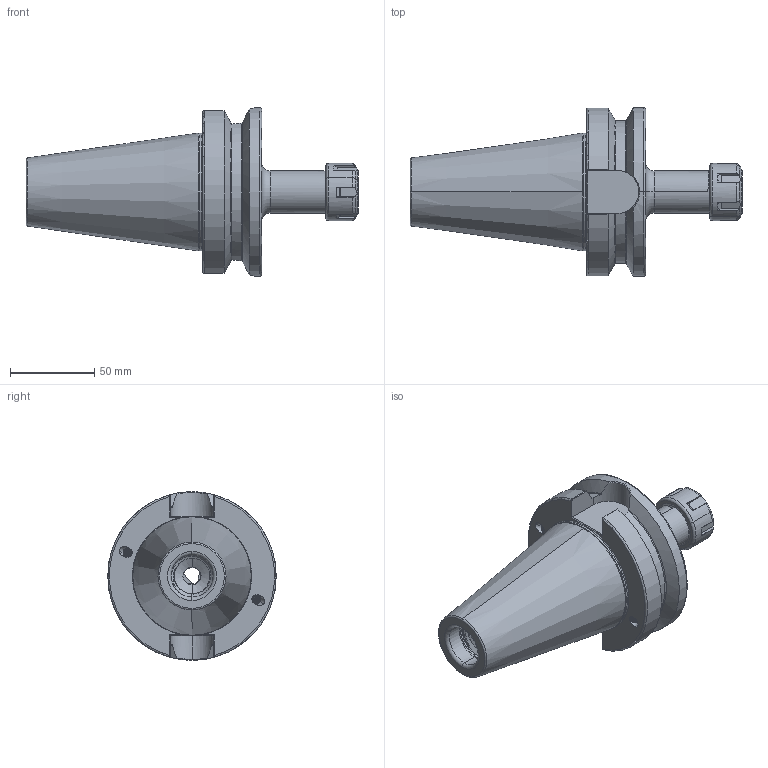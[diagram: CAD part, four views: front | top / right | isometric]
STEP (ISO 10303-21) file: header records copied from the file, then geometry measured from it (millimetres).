
FILE_DESCRIPTION (( 'STEP AP203' ), '1' );
FILE_NAME ('506.02.13.1.STEP', '2016-11-26T00:50:09', ( '' ), ( '' ), 'SwSTEP 2.0', 'SolidWorks 2012', '' );
FILE_SCHEMA (( 'CONFIG_CONTROL_DESIGN' ));
Length unit declared in the file: millimetre
Products named in the file (3): 506.02.13.1; 2-01.100.0200190C7_ER20螺帽(六溝)
Assembly tree (2 placements, depth 2):
  506.02.13.1
    506.02.13.1
    2-01.100.0200190C7_ER20螺帽(六溝)
Bounding box: 197 x 100 x 100 mm (x, y, z)
Volume: 469429 mm3; surface area: 69711.7 mm2
Topology: 2 solids, 2 shells, 374 faces, 1008 edges, 636 vertices
Faces by surface type: cylinder 160, plane 78, bspline 56, torus 53, cone 27
Entity records: 24904 total; most frequent: CARTESIAN_POINT 16492, ORIENTED_EDGE 2004, DIRECTION 1362, EDGE_CURVE 1002, VERTEX_POINT 636, AXIS2_PLACEMENT_3D 531, EDGE_LOOP 390, ADVANCED_FACE 374
